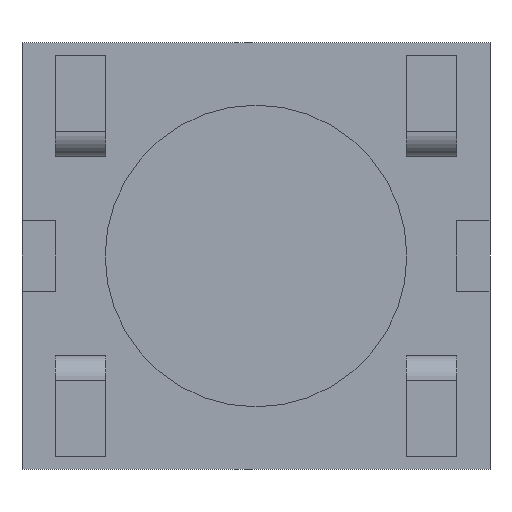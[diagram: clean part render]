
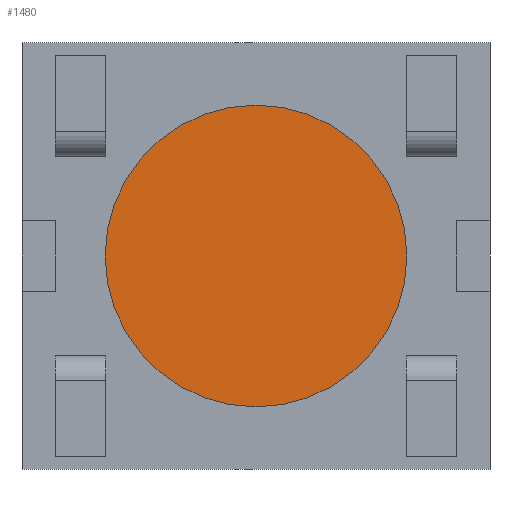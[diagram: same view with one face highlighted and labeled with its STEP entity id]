
A CAD part, front view. The second image highlights one B-rep face of the part: STEP entity #1480.
In plain terms, the highlighted planar face has unit normal (0, -1, 0).
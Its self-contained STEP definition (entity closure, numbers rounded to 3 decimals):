
#81 = ORIENTED_EDGE ( 'NONE', *, *, #445, .T. ) ;
#113 = EDGE_LOOP ( 'NONE', ( #81, #1358 ) ) ;
#155 = CARTESIAN_POINT ( 'NONE',  ( 2.8, -0.15, -2.55 ) ) ;
#164 = DIRECTION ( 'NONE',  ( 0., -1., 0. ) ) ;
#182 = CARTESIAN_POINT ( 'NONE',  ( 2.8, -0.15, -0.745 ) ) ;
#200 = DIRECTION ( 'NONE',  ( 0., 0., -1. ) ) ;
#281 = FACE_OUTER_BOUND ( 'NONE', #113, .T. ) ;
#445 = EDGE_CURVE ( 'NONE', #1455, #2018, #1330, .T. ) ;
#477 = CARTESIAN_POINT ( 'NONE',  ( 2.8, -0.15, -2.55 ) ) ;
#480 = AXIS2_PLACEMENT_3D ( 'NONE', #477, #1242, #806 ) ;
#806 = DIRECTION ( 'NONE',  ( 0., 0., -1. ) ) ;
#1074 = DIRECTION ( 'NONE',  ( 0., -1., 0. ) ) ;
#1122 = AXIS2_PLACEMENT_3D ( 'NONE', #155, #164, #200 ) ;
#1134 = DIRECTION ( 'NONE',  ( 0., 0., -1. ) ) ;
#1167 = EDGE_CURVE ( 'NONE', #2018, #1455, #1449, .T. ) ;
#1242 = DIRECTION ( 'NONE',  ( 0., -1., 0. ) ) ;
#1291 = CARTESIAN_POINT ( 'NONE',  ( 2.8, -0.15, -4.355 ) ) ;
#1330 = CIRCLE ( 'NONE', #480, 1.805 ) ;
#1358 = ORIENTED_EDGE ( 'NONE', *, *, #1167, .T. ) ;
#1362 = PLANE ( 'NONE',  #1763 ) ;
#1449 = CIRCLE ( 'NONE', #1122, 1.805 ) ;
#1455 = VERTEX_POINT ( 'NONE', #1291 ) ;
#1480 = ADVANCED_FACE ( 'NONE', ( #281 ), #1362, .T. ) ;
#1656 = CARTESIAN_POINT ( 'NONE',  ( 2.8, -0.15, -2.55 ) ) ;
#1763 = AXIS2_PLACEMENT_3D ( 'NONE', #1656, #1074, #1134 ) ;
#2018 = VERTEX_POINT ( 'NONE', #182 ) ;
